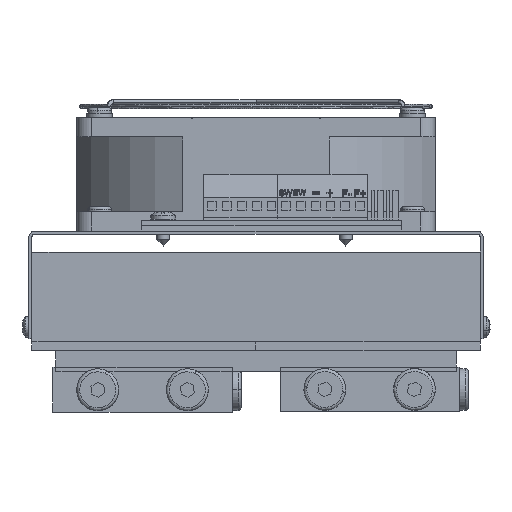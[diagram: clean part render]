
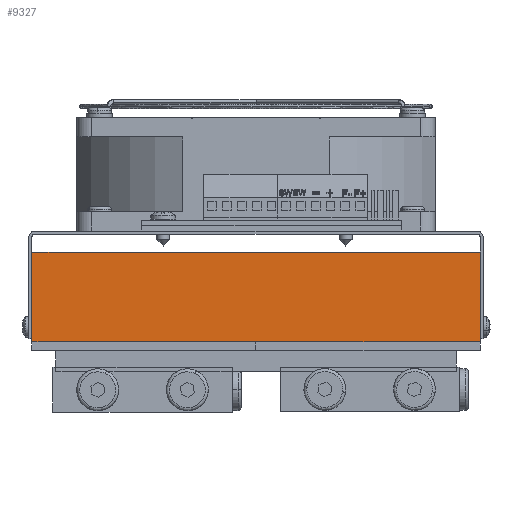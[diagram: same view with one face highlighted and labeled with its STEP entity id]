
A CAD part, front view. The second image highlights one B-rep face of the part: STEP entity #9327.
In plain terms, the highlighted planar face has unit normal (0, -1, 0).
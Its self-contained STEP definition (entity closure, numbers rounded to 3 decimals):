
#587 = LINE ( 'NONE', #1502, #10823 ) ;
#797 = VERTEX_POINT ( 'NONE', #14619 ) ;
#1409 = LINE ( 'NONE', #34542, #22388 ) ;
#1502 = CARTESIAN_POINT ( 'NONE',  ( -75., 0., 20. ) ) ;
#1958 = DIRECTION ( 'NONE',  ( 1., 0., 0. ) ) ;
#2333 = CARTESIAN_POINT ( 'NONE',  ( 75., 0., 20. ) ) ;
#2735 = VECTOR ( 'NONE', #15177, 1000. ) ;
#2758 = PLANE ( 'NONE',  #30959 ) ;
#3151 = VECTOR ( 'NONE', #13131, 1000. ) ;
#3802 = ORIENTED_EDGE ( 'NONE', *, *, #6363, .F. ) ;
#6363 = EDGE_CURVE ( 'NONE', #797, #35090, #25570, .T. ) ;
#6830 = CARTESIAN_POINT ( 'NONE',  ( 75., 0., 50. ) ) ;
#7313 = VERTEX_POINT ( 'NONE', #12463 ) ;
#7796 = ORIENTED_EDGE ( 'NONE', *, *, #7858, .T. ) ;
#7858 = EDGE_CURVE ( 'NONE', #11908, #11207, #21590, .T. ) ;
#9327 = ADVANCED_FACE ( 'NONE', ( #15958 ), #2758, .F. ) ;
#9997 = CARTESIAN_POINT ( 'NONE',  ( -0.1, 0., 20. ) ) ;
#10823 = VECTOR ( 'NONE', #26009, 1000. ) ;
#10861 = LINE ( 'NONE', #29100, #34443 ) ;
#11207 = VERTEX_POINT ( 'NONE', #2333 ) ;
#11908 = VERTEX_POINT ( 'NONE', #9997 ) ;
#12463 = CARTESIAN_POINT ( 'NONE',  ( -75., 0., 20. ) ) ;
#13131 = DIRECTION ( 'NONE',  ( 1., 0., 0. ) ) ;
#13801 = DIRECTION ( 'NONE',  ( 0., 1., 0. ) ) ;
#14079 = DIRECTION ( 'NONE',  ( 1., 0., 0. ) ) ;
#14619 = CARTESIAN_POINT ( 'NONE',  ( -75., 0., 50. ) ) ;
#14787 = ORIENTED_EDGE ( 'NONE', *, *, #20709, .T. ) ;
#15177 = DIRECTION ( 'NONE',  ( 0., 0., -1. ) ) ;
#15958 = FACE_OUTER_BOUND ( 'NONE', #20004, .T. ) ;
#16698 = CARTESIAN_POINT ( 'NONE',  ( -0.251, 0., 20. ) ) ;
#19591 = CARTESIAN_POINT ( 'NONE',  ( -75., 0., 50. ) ) ;
#20004 = EDGE_LOOP ( 'NONE', ( #21890, #3802, #20807, #14787, #20322, #7796 ) ) ;
#20322 = ORIENTED_EDGE ( 'NONE', *, *, #25600, .T. ) ;
#20709 = EDGE_CURVE ( 'NONE', #7313, #23911, #587, .T. ) ;
#20807 = ORIENTED_EDGE ( 'NONE', *, *, #27316, .T. ) ;
#21590 = LINE ( 'NONE', #34773, #3151 ) ;
#21890 = ORIENTED_EDGE ( 'NONE', *, *, #32200, .F. ) ;
#22165 = DIRECTION ( 'NONE',  ( 0., 0., 1. ) ) ;
#22388 = VECTOR ( 'NONE', #23310, 1000. ) ;
#22614 = VECTOR ( 'NONE', #14079, 1000. ) ;
#23310 = DIRECTION ( 'NONE',  ( 0., 0., -1. ) ) ;
#23911 = VERTEX_POINT ( 'NONE', #16698 ) ;
#24654 = CARTESIAN_POINT ( 'NONE',  ( -75., 0., 20. ) ) ;
#25570 = LINE ( 'NONE', #19591, #22614 ) ;
#25600 = EDGE_CURVE ( 'NONE', #23911, #11908, #10861, .T. ) ;
#26009 = DIRECTION ( 'NONE',  ( 1., 0., 0. ) ) ;
#27316 = EDGE_CURVE ( 'NONE', #797, #7313, #1409, .T. ) ;
#28307 = CARTESIAN_POINT ( 'NONE',  ( 75., 0., 50. ) ) ;
#29100 = CARTESIAN_POINT ( 'NONE',  ( -75., 0., 20. ) ) ;
#30576 = LINE ( 'NONE', #6830, #2735 ) ;
#30959 = AXIS2_PLACEMENT_3D ( 'NONE', #24654, #13801, #22165 ) ;
#32200 = EDGE_CURVE ( 'NONE', #35090, #11207, #30576, .T. ) ;
#34443 = VECTOR ( 'NONE', #1958, 1000. ) ;
#34542 = CARTESIAN_POINT ( 'NONE',  ( -75., 0., 20. ) ) ;
#34773 = CARTESIAN_POINT ( 'NONE',  ( -75., 0., 20. ) ) ;
#35090 = VERTEX_POINT ( 'NONE', #28307 ) ;
